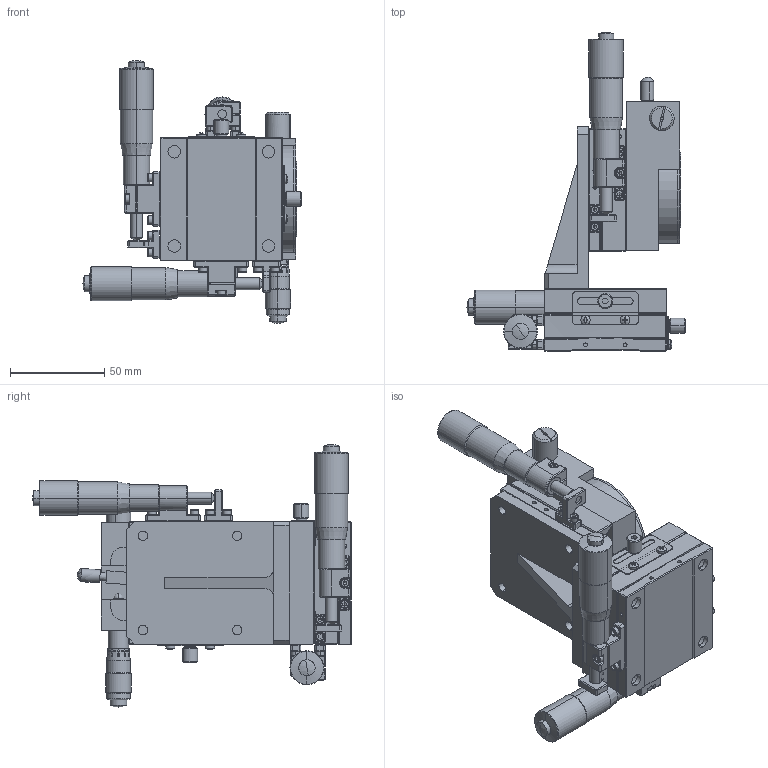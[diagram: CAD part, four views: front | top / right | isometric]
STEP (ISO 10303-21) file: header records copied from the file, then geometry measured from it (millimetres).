
FILE_DESCRIPTION (( 'STEP AP203' ), '1' );
FILE_NAME ('GCM-910401M.STEP', '2019-05-28T07:22:15', ( '' ), ( '' ), 'SwSTEP 2.0', 'SolidWorks 2015', '' );
FILE_SCHEMA (( 'CONFIG_CONTROL_DESIGN' ));
Length unit declared in the file: millimetre
Products named in the file (1): GCM-910401M
Bounding box: 115.67 x 168.94 x 139.37 mm (x, y, z)
Surface area: 125607.5 mm2 (no closed solid volume)
Topology: 0 solids, 76 shells, 1137 faces, 3981 edges, 2806 vertices
Faces by surface type: plane 551, cylinder 357, cone 162, bspline 59, sphere 6, torus 2
Entity records: 48693 total; most frequent: CARTESIAN_POINT 15811, DIRECTION 6593, ORIENTED_EDGE 6312, EDGE_CURVE 3955, VERTEX_POINT 2806, AXIS2_PLACEMENT_3D 2237, VECTOR 2119, LINE 2119
